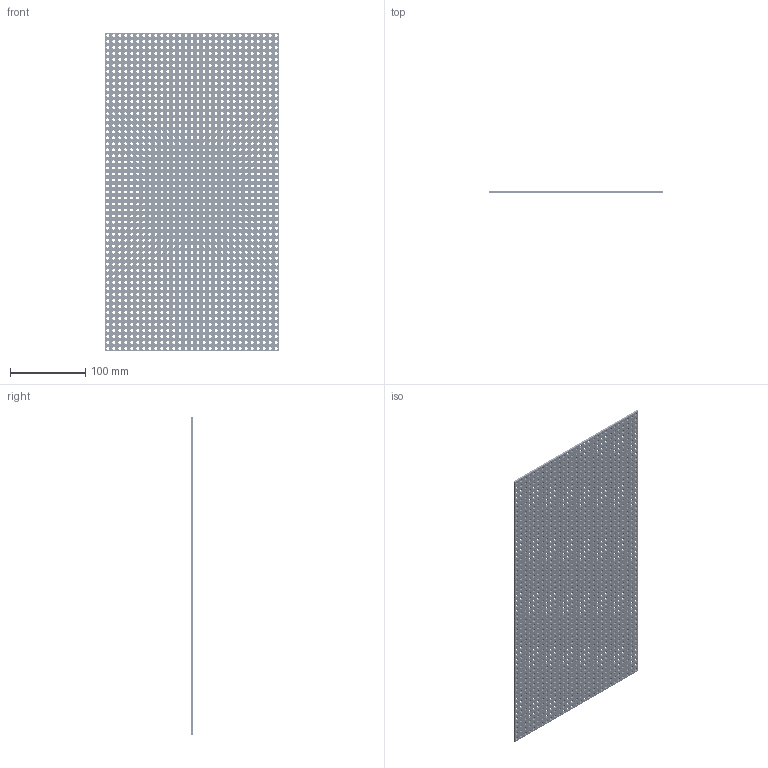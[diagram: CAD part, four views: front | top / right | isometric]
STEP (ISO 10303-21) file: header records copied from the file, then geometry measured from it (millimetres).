
FILE_DESCRIPTION( ( '' ), ' ' );
FILE_NAME( '5a2ac66672ac810ef6302d21.step', '2017-12-08T17:05:43', ( '' ), ( '' ), ' ', ' ', ' ' );
FILE_SCHEMA( ( 'AUTOMOTIVE_DESIGN { 1 0 10303 214 1 1 1 1 }' ) );
Length unit declared in the file: metre
Products named in the file (1): 1116-0232-0424
Bounding box: 232 x 2.5 x 424 mm (x, y, z)
Volume: 197633.7 mm3; surface area: 209673.3 mm2
Topology: 1 solids, 1 shells, 1543 faces, 4623 edges, 3082 vertices
Faces by surface type: cylinder 1537, plane 6
Full cylindrical faces by diameter (mm): 4 x1537
Entity records: 64774 total; most frequent: DIRECTION 9248, CARTESIAN_POINT 7712, ORIENTED_EDGE 6172, EDGE_LOOP 6154, AXIS2_PLACEMENT_3D 4618, EDGE_CURVE 3086, VERTEX_POINT 3082, FACE_OUTER_BOUND 3080
